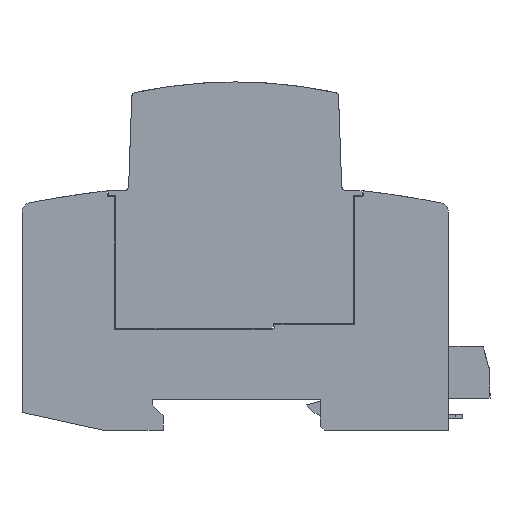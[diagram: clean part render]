
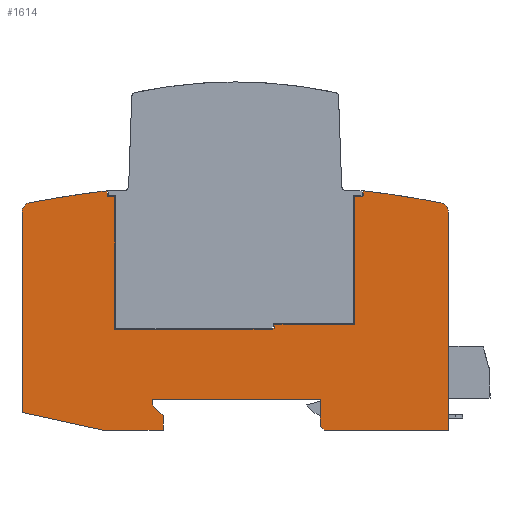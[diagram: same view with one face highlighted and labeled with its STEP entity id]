
A CAD part, left-side view. The second image highlights one B-rep face of the part: STEP entity #1614.
In plain terms, the highlighted planar face has unit normal (-1, 0, 0).
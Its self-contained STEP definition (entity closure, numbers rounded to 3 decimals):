
#1614=ADVANCED_FACE('',(#3291),#3292,.F.);
#3291=FACE_OUTER_BOUND('',#4972,.T.);
#3292=PLANE('',#4973);
#4972=EDGE_LOOP('',(#10036,#10037,#10038,#10039,#10040,#10041,#10042,#10043,#10044,#10045,#10046,#10047,#10048,#10049,#10050,#10051,#10052,#10053,#10054,#10055,#10056,#10057,#10058,#10059,#10060,#10061,#10062,#10063,#10064,#10065));
#4973=AXIS2_PLACEMENT_3D('',#10066,#10067,#10068);
#10036=ORIENTED_EDGE('',*,*,#12369,.T.);
#10037=ORIENTED_EDGE('',*,*,#12332,.T.);
#10038=ORIENTED_EDGE('',*,*,#12337,.T.);
#10039=ORIENTED_EDGE('',*,*,#12341,.T.);
#10040=ORIENTED_EDGE('',*,*,#12376,.T.);
#10041=ORIENTED_EDGE('',*,*,#12381,.T.);
#10042=ORIENTED_EDGE('',*,*,#12323,.T.);
#10043=ORIENTED_EDGE('',*,*,#12367,.T.);
#10044=ORIENTED_EDGE('',*,*,#12345,.T.);
#10045=ORIENTED_EDGE('',*,*,#12350,.T.);
#10046=ORIENTED_EDGE('',*,*,#12379,.F.);
#10047=ORIENTED_EDGE('',*,*,#12363,.T.);
#10048=ORIENTED_EDGE('',*,*,#12365,.T.);
#10049=ORIENTED_EDGE('',*,*,#11462,.F.);
#10050=ORIENTED_EDGE('',*,*,#12382,.F.);
#10051=ORIENTED_EDGE('',*,*,#11058,.F.);
#10052=ORIENTED_EDGE('',*,*,#12383,.T.);
#10053=ORIENTED_EDGE('',*,*,#12384,.T.);
#10054=ORIENTED_EDGE('',*,*,#12385,.T.);
#10055=ORIENTED_EDGE('',*,*,#12386,.T.);
#10056=ORIENTED_EDGE('',*,*,#12387,.T.);
#10057=ORIENTED_EDGE('',*,*,#12388,.T.);
#10058=ORIENTED_EDGE('',*,*,#10718,.T.);
#10059=ORIENTED_EDGE('',*,*,#12389,.F.);
#10060=ORIENTED_EDGE('',*,*,#12390,.T.);
#10061=ORIENTED_EDGE('',*,*,#11053,.F.);
#10062=ORIENTED_EDGE('',*,*,#12391,.F.);
#10063=ORIENTED_EDGE('',*,*,#11455,.F.);
#10064=ORIENTED_EDGE('',*,*,#12392,.F.);
#10065=ORIENTED_EDGE('',*,*,#12317,.T.);
#10066=CARTESIAN_POINT('',(-18.0,44.746,22.258));
#10067=DIRECTION('',(1.0,0.0,0.));
#10068=DIRECTION('',(0.,0.0,-1.0));
#10718=EDGE_CURVE('',#13190,#13188,#13191,.T.);
#11053=EDGE_CURVE('',#13738,#13740,#13741,.T.);
#11058=EDGE_CURVE('',#13747,#13749,#13750,.T.);
#11455=EDGE_CURVE('',#14310,#14312,#14313,.T.);
#11462=EDGE_CURVE('',#14323,#14325,#14326,.T.);
#12317=EDGE_CURVE('',#15578,#15576,#15579,.T.);
#12323=EDGE_CURVE('',#15588,#15586,#15589,.T.);
#12332=EDGE_CURVE('',#15600,#15601,#15602,.T.);
#12337=EDGE_CURVE('',#15601,#15609,#15610,.T.);
#12341=EDGE_CURVE('',#15609,#15615,#15616,.T.);
#12345=EDGE_CURVE('',#15621,#15622,#15623,.T.);
#12350=EDGE_CURVE('',#15622,#15630,#15631,.T.);
#12363=EDGE_CURVE('',#15645,#15647,#15649,.T.);
#12365=EDGE_CURVE('',#15647,#14325,#15651,.T.);
#12367=EDGE_CURVE('',#15586,#15621,#15653,.T.);
#12369=EDGE_CURVE('',#15576,#15600,#15655,.T.);
#12376=EDGE_CURVE('',#15615,#15662,#15664,.T.);
#12379=EDGE_CURVE('',#15645,#15630,#15667,.T.);
#12381=EDGE_CURVE('',#15662,#15588,#15669,.T.);
#12382=EDGE_CURVE('',#13749,#14323,#15670,.T.);
#12383=EDGE_CURVE('',#13747,#15671,#15672,.T.);
#12384=EDGE_CURVE('',#15671,#15673,#15674,.T.);
#12385=EDGE_CURVE('',#15673,#15675,#15676,.T.);
#12386=EDGE_CURVE('',#15675,#15677,#15678,.T.);
#12387=EDGE_CURVE('',#15677,#15679,#15680,.T.);
#12388=EDGE_CURVE('',#15679,#13190,#15681,.T.);
#12389=EDGE_CURVE('',#15682,#13188,#15683,.T.);
#12390=EDGE_CURVE('',#15682,#13740,#15684,.T.);
#12391=EDGE_CURVE('',#14312,#13738,#15685,.T.);
#12392=EDGE_CURVE('',#15578,#14310,#15686,.T.);
#13188=VERTEX_POINT('',#17765);
#13190=VERTEX_POINT('',#17768);
#13191=LINE('',#17769,#17770);
#13738=VERTEX_POINT('',#18538);
#13740=VERTEX_POINT('',#18541);
#13741=LINE('',#18542,#18543);
#13747=VERTEX_POINT('',#18551);
#13749=VERTEX_POINT('',#18554);
#13750=LINE('',#18555,#18556);
#14310=VERTEX_POINT('',#19521);
#14312=VERTEX_POINT('',#19524);
#14313=CIRCLE('',#19525,230.);
#14323=VERTEX_POINT('',#19537);
#14325=VERTEX_POINT('',#19540);
#14326=CIRCLE('',#19541,230.);
#15576=VERTEX_POINT('',#21560);
#15578=VERTEX_POINT('',#21563);
#15579=LINE('',#21564,#21565);
#15586=VERTEX_POINT('',#21575);
#15588=VERTEX_POINT('',#21578);
#15589=LINE('',#21579,#21580);
#15600=VERTEX_POINT('',#21596);
#15601=VERTEX_POINT('',#21597);
#15602=LINE('',#21598,#21599);
#15609=VERTEX_POINT('',#21609);
#15610=LINE('',#21610,#21611);
#15615=VERTEX_POINT('',#21618);
#15616=LINE('',#21619,#21620);
#15621=VERTEX_POINT('',#21627);
#15622=VERTEX_POINT('',#21628);
#15623=LINE('',#21629,#21630);
#15630=VERTEX_POINT('',#21640);
#15631=LINE('',#21641,#21642);
#15645=VERTEX_POINT('',#21663);
#15647=VERTEX_POINT('',#21666);
#15649=LINE('',#21669,#21670);
#15651=LINE('',#21672,#21673);
#15653=LINE('',#21675,#21676);
#15655=LINE('',#21678,#21679);
#15662=VERTEX_POINT('',#21689);
#15664=LINE('',#21692,#21693);
#15667=LINE('',#21697,#21698);
#15669=LINE('',#21700,#21701);
#15670=CIRCLE('',#21702,2.);
#15671=VERTEX_POINT('',#21703);
#15672=LINE('',#21704,#21705);
#15673=VERTEX_POINT('',#21706);
#15674=LINE('',#21707,#21708);
#15675=VERTEX_POINT('',#21709);
#15676=LINE('',#21710,#21711);
#15677=VERTEX_POINT('',#21712);
#15678=LINE('',#21713,#21714);
#15679=VERTEX_POINT('',#21715);
#15680=LINE('',#21716,#21717);
#15681=LINE('',#21718,#21719);
#15682=VERTEX_POINT('',#21720);
#15683=LINE('',#21721,#21722);
#15684=LINE('',#21723,#21724);
#15685=CIRCLE('',#21725,2.);
#15686=LINE('',#21726,#21727);
#17765=CARTESIAN_POINT('',(-18.0,27.0,0.8));
#17768=CARTESIAN_POINT('',(-18.0,27.0,6.5));
#17769=CARTESIAN_POINT('',(-18.0,27.0,6.5));
#17770=VECTOR('',#22342,1.0);
#18538=CARTESIAN_POINT('',(-18.0,0.,46.028));
#18541=CARTESIAN_POINT('',(-18.0,0.0,0.));
#18542=CARTESIAN_POINT('',(-18.0,0.0,46.028));
#18543=VECTOR('',#22691,1.0);
#18551=CARTESIAN_POINT('',(-18.0,90.0,3.719));
#18554=CARTESIAN_POINT('',(-18.0,90.0,46.028));
#18555=CARTESIAN_POINT('',(-18.0,90.0,3.719));
#18556=VECTOR('',#22695,1.0);
#19521=CARTESIAN_POINT('',(-18.0,18.0,50.53));
#19524=CARTESIAN_POINT('',(-18.0,1.623,47.993));
#19525=AXIS2_PLACEMENT_3D('',#23103,#23104,#23105);
#19537=CARTESIAN_POINT('',(-18.0,88.377,47.993));
#19540=CARTESIAN_POINT('',(-18.0,72.009,50.529));
#19541=AXIS2_PLACEMENT_3D('',#23115,#23116,#23117);
#21560=CARTESIAN_POINT('',(-18.0,18.012,49.53));
#21563=CARTESIAN_POINT('',(-18.0,18.0,49.53));
#21564=CARTESIAN_POINT('',(-18.0,18.0,49.53));
#21565=VECTOR('',#24015,1.0);
#21575=CARTESIAN_POINT('',(-18.0,37.017,21.5));
#21578=CARTESIAN_POINT('',(-18.0,36.7,21.5));
#21579=CARTESIAN_POINT('',(-18.0,36.7,21.5));
#21580=VECTOR('',#24020,1.0);
#21596=CARTESIAN_POINT('',(-18.0,18.012,49.33));
#21597=CARTESIAN_POINT('',(-18.0,19.8,49.33));
#21598=CARTESIAN_POINT('',(-18.0,31.826,49.33));
#21599=VECTOR('',#24026,1.0);
#21609=CARTESIAN_POINT('',(-18.0,19.8,22.3));
#21610=CARTESIAN_POINT('',(-18.0,19.8,29.037));
#21611=VECTOR('',#24030,1.0);
#21618=CARTESIAN_POINT('',(-18.0,36.6,22.3));
#21619=CARTESIAN_POINT('',(-18.0,36.523,22.3));
#21620=VECTOR('',#24033,1.0);
#21627=CARTESIAN_POINT('',(-18.0,37.217,21.3));
#21628=CARTESIAN_POINT('',(-18.0,70.4,21.3));
#21629=CARTESIAN_POINT('',(-18.0,49.277,21.3));
#21630=VECTOR('',#24036,1.0);
#21640=CARTESIAN_POINT('',(-18.0,70.4,49.23));
#21641=CARTESIAN_POINT('',(-18.0,70.4,28.787));
#21642=VECTOR('',#24040,1.0);
#21663=CARTESIAN_POINT('',(-18.0,70.5,49.33));
#21666=CARTESIAN_POINT('',(-18.0,72.009,49.33));
#21669=CARTESIAN_POINT('',(-18.0,57.975,49.33));
#21670=VECTOR('',#24050,1.0);
#21672=CARTESIAN_POINT('',(-18.0,72.009,36.97));
#21673=VECTOR('',#24051,1.0);
#21675=CARTESIAN_POINT('',(-18.0,38.756,19.762));
#21676=VECTOR('',#24052,1.0);
#21678=CARTESIAN_POINT('',(-18.0,18.012,36.846));
#21679=VECTOR('',#24053,1.0);
#21689=CARTESIAN_POINT('',(-18.0,36.7,22.2));
#21692=CARTESIAN_POINT('',(-18.0,36.4,22.5));
#21693=VECTOR('',#24058,1.0);
#21697=CARTESIAN_POINT('',(-18.0,70.7,49.53));
#21698=VECTOR('',#24060,1.0);
#21700=CARTESIAN_POINT('',(-18.0,36.7,22.2));
#21701=VECTOR('',#24061,1.0);
#21702=AXIS2_PLACEMENT_3D('',#24062,#24063,#24064);
#21703=CARTESIAN_POINT('',(-18.0,73.0,0.));
#21704=CARTESIAN_POINT('',(-18.0,90.0,3.719));
#21705=VECTOR('',#24065,1.0);
#21706=CARTESIAN_POINT('',(-18.0,60.2,0.));
#21707=CARTESIAN_POINT('',(-18.0,73.0,0.));
#21708=VECTOR('',#24066,1.0);
#21709=CARTESIAN_POINT('',(-18.0,60.2,3.));
#21710=CARTESIAN_POINT('',(-18.0,60.2,0.));
#21711=VECTOR('',#24067,1.0);
#21712=CARTESIAN_POINT('',(-18.0,62.5,5.3));
#21713=CARTESIAN_POINT('',(-18.0,60.2,3.));
#21714=VECTOR('',#24068,1.0);
#21715=CARTESIAN_POINT('',(-18.0,62.5,6.5));
#21716=CARTESIAN_POINT('',(-18.0,62.5,5.3));
#21717=VECTOR('',#24069,1.0);
#21718=CARTESIAN_POINT('',(-18.0,62.5,6.5));
#21719=VECTOR('',#24070,1.0);
#21720=CARTESIAN_POINT('',(-18.0,26.2,0.));
#21721=CARTESIAN_POINT('',(-18.0,26.2,0.));
#21722=VECTOR('',#24071,1.0);
#21723=CARTESIAN_POINT('',(-18.0,26.2,0.));
#21724=VECTOR('',#24072,1.0);
#21725=AXIS2_PLACEMENT_3D('',#24073,#24074,#24075);
#21726=CARTESIAN_POINT('',(-18.0,18.0,49.53));
#21727=VECTOR('',#24076,1.0);
#22342=DIRECTION('',(0.,0.0,-1.0));
#22691=DIRECTION('',(0.,0.0,-1.0));
#22695=DIRECTION('',(0.,0.0,1.0));
#23103=CARTESIAN_POINT('',(-18.0,45.,-177.88));
#23104=DIRECTION('',(1.0,0.0,0.));
#23105=DIRECTION('',(0.,0.0,-1.0));
#23115=CARTESIAN_POINT('',(-18.0,45.,-177.88));
#23116=DIRECTION('',(1.0,0.0,0.));
#23117=DIRECTION('',(0.,0.0,-1.0));
#24015=DIRECTION('',(0.0,1.0,0.0));
#24020=DIRECTION('',(0.0,1.0,0.0));
#24026=DIRECTION('',(0.0,1.0,0.0));
#24030=DIRECTION('',(0.,0.0,-1.0));
#24033=DIRECTION('',(0.0,1.0,0.0));
#24036=DIRECTION('',(0.0,1.0,0.0));
#24040=DIRECTION('',(0.,0.0,1.0));
#24050=DIRECTION('',(0.0,1.0,0.0));
#24051=DIRECTION('',(0.,0.0,1.0));
#24052=DIRECTION('',(0.,0.707,-0.707));
#24053=DIRECTION('',(0.,0.0,-1.0));
#24058=DIRECTION('',(0.,0.707,-0.707));
#24060=DIRECTION('',(0.,-0.707,-0.707));
#24061=DIRECTION('',(0.,0.0,-1.0));
#24062=CARTESIAN_POINT('',(-18.0,88.,46.028));
#24063=DIRECTION('',(1.0,0.0,0.));
#24064=DIRECTION('',(0.,0.0,-1.0));
#24065=DIRECTION('',(0.,-0.977,-0.214));
#24066=DIRECTION('',(0.0,-1.0,0.0));
#24067=DIRECTION('',(0.,0.0,1.0));
#24068=DIRECTION('',(0.,0.707,0.707));
#24069=DIRECTION('',(0.,0.0,1.0));
#24070=DIRECTION('',(0.0,-1.0,0.0));
#24071=DIRECTION('',(0.,0.707,0.707));
#24072=DIRECTION('',(0.0,-1.0,0.0));
#24073=CARTESIAN_POINT('',(-18.0,2.,46.028));
#24074=DIRECTION('',(1.0,0.0,0.));
#24075=DIRECTION('',(0.,0.0,-1.0));
#24076=DIRECTION('',(0.,0.0,1.0));
